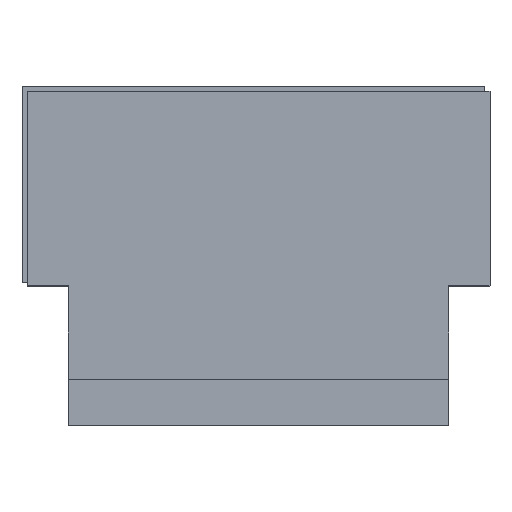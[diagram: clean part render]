
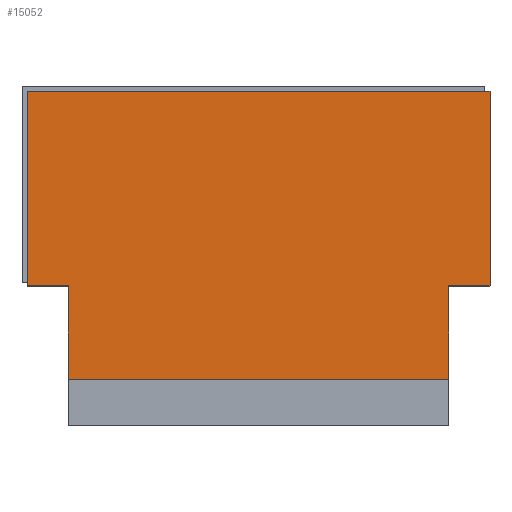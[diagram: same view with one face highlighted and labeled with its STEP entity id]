
A CAD part, left-side view. The second image highlights one B-rep face of the part: STEP entity #15052.
In plain terms, the highlighted face is planar.
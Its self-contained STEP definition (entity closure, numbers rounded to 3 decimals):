
#808=FACE_OUTER_BOUND('',#1701,.T.);
#1701=EDGE_LOOP('',(#11680,#11681,#11682,#11683,#11684,#11685,#11686,#11687));
#3069=LINE('',#22989,#5018);
#3071=LINE('',#22995,#5020);
#3074=LINE('',#23001,#5023);
#3077=LINE('',#23007,#5026);
#3080=LINE('',#23012,#5029);
#3088=LINE('',#23028,#5037);
#3093=LINE('',#23037,#5042);
#3095=LINE('',#23040,#5044);
#5018=VECTOR('',#18686,10.);
#5020=VECTOR('',#18690,10.);
#5023=VECTOR('',#18695,10.);
#5026=VECTOR('',#18700,10.);
#5029=VECTOR('',#18705,10.);
#5037=VECTOR('',#18719,10.);
#5042=VECTOR('',#18726,10.);
#5044=VECTOR('',#18730,10.);
#6804=VERTEX_POINT('',#22983);
#6806=VERTEX_POINT('',#22987);
#6807=VERTEX_POINT('',#22991);
#6809=VERTEX_POINT('',#22994);
#6811=VERTEX_POINT('',#23000);
#6813=VERTEX_POINT('',#23006);
#6819=VERTEX_POINT('',#23027);
#6822=VERTEX_POINT('',#23035);
#8473=EDGE_CURVE('',#6804,#6806,#3069,.T.);
#8475=EDGE_CURVE('',#6809,#6807,#3071,.T.);
#8478=EDGE_CURVE('',#6806,#6811,#3074,.T.);
#8481=EDGE_CURVE('',#6811,#6813,#3077,.T.);
#8484=EDGE_CURVE('',#6813,#6809,#3080,.T.);
#8492=EDGE_CURVE('',#6819,#6804,#3088,.T.);
#8497=EDGE_CURVE('',#6807,#6822,#3093,.T.);
#8499=EDGE_CURVE('',#6822,#6819,#3095,.T.);
#11680=ORIENTED_EDGE('',*,*,#8497,.T.);
#11681=ORIENTED_EDGE('',*,*,#8499,.T.);
#11682=ORIENTED_EDGE('',*,*,#8492,.T.);
#11683=ORIENTED_EDGE('',*,*,#8473,.T.);
#11684=ORIENTED_EDGE('',*,*,#8478,.T.);
#11685=ORIENTED_EDGE('',*,*,#8481,.T.);
#11686=ORIENTED_EDGE('',*,*,#8484,.T.);
#11687=ORIENTED_EDGE('',*,*,#8475,.T.);
#14223=PLANE('',#16248);
#15052=ADVANCED_FACE('',(#808),#14223,.T.);
#16248=AXIS2_PLACEMENT_3D('',#23041,#18731,#18732);
#18686=DIRECTION('',(1.,0.,0.));
#18690=DIRECTION('',(1.,0.,0.));
#18695=DIRECTION('',(0.,1.,0.));
#18700=DIRECTION('',(-1.,0.,0.));
#18705=DIRECTION('',(0.,-1.,0.));
#18719=DIRECTION('',(0.,1.,0.));
#18726=DIRECTION('',(0.,-1.,0.));
#18730=DIRECTION('',(1.,0.,0.));
#18731=DIRECTION('center_axis',(0.,0.,1.));
#18732=DIRECTION('ref_axis',(1.,0.,0.));
#22983=CARTESIAN_POINT('',(74.,-12.,10.));
#22987=CARTESIAN_POINT('',(90.,-12.,10.));
#22989=CARTESIAN_POINT('',(-90.,-12.,10.));
#22991=CARTESIAN_POINT('',(-74.,-12.,10.));
#22994=CARTESIAN_POINT('',(-90.,-12.,10.));
#22995=CARTESIAN_POINT('',(-90.,-12.,10.));
#23000=CARTESIAN_POINT('',(90.,63.5,10.));
#23001=CARTESIAN_POINT('',(90.,-12.,10.));
#23006=CARTESIAN_POINT('',(-90.,63.5,10.));
#23007=CARTESIAN_POINT('',(90.,63.5,10.));
#23012=CARTESIAN_POINT('',(-90.,63.5,10.));
#23027=CARTESIAN_POINT('',(74.,-48.5,10.));
#23028=CARTESIAN_POINT('',(74.,-48.5,10.));
#23035=CARTESIAN_POINT('',(-74.,-48.5,10.));
#23037=CARTESIAN_POINT('',(-74.,48.5,10.));
#23040=CARTESIAN_POINT('',(-74.,-48.5,10.));
#23041=CARTESIAN_POINT('Origin',(0.,0.,10.));
